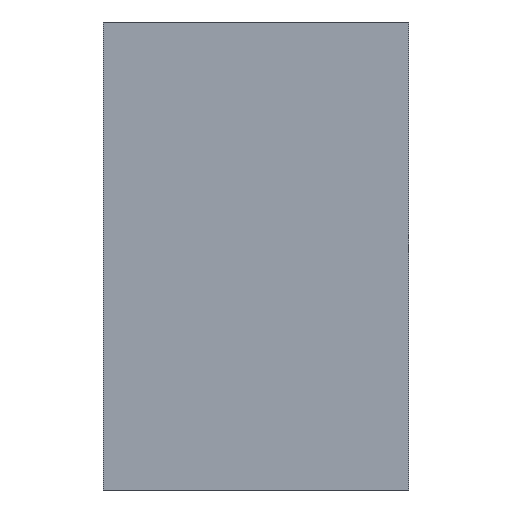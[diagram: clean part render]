
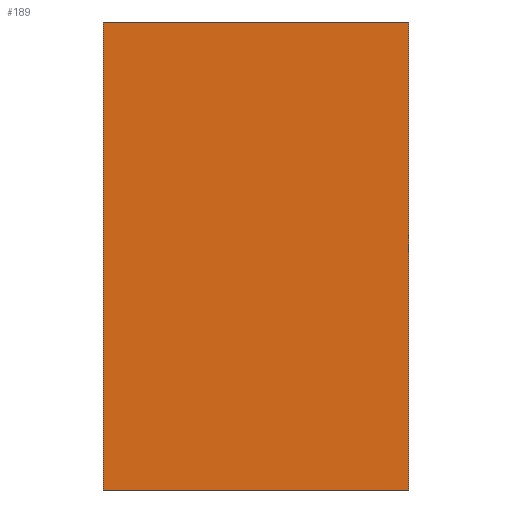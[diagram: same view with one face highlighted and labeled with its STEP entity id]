
A CAD part, front view. The second image highlights one B-rep face of the part: STEP entity #189.
In plain terms, the highlighted planar face has unit normal (0, -1, 0).
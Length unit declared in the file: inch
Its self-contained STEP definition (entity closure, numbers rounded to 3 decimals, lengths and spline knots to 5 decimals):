
#21=FACE_OUTER_BOUND('',#31,.T.);
#31=EDGE_LOOP('',(#143,#144,#145,#146));
#51=LINE('',#293,#75);
#52=LINE('',#295,#76);
#53=LINE('',#297,#77);
#54=LINE('',#298,#78);
#75=VECTOR('',#243,0.3937);
#76=VECTOR('',#244,0.3937);
#77=VECTOR('',#245,0.3937);
#78=VECTOR('',#246,0.3937);
#95=VERTEX_POINT('',#291);
#96=VERTEX_POINT('',#292);
#97=VERTEX_POINT('',#294);
#98=VERTEX_POINT('',#296);
#115=EDGE_CURVE('',#95,#96,#51,.T.);
#116=EDGE_CURVE('',#95,#97,#52,.T.);
#117=EDGE_CURVE('',#98,#97,#53,.T.);
#118=EDGE_CURVE('',#96,#98,#54,.T.);
#143=ORIENTED_EDGE('',*,*,#115,.F.);
#144=ORIENTED_EDGE('',*,*,#116,.T.);
#145=ORIENTED_EDGE('',*,*,#117,.F.);
#146=ORIENTED_EDGE('',*,*,#118,.F.);
#179=PLANE('',#213);
#189=ADVANCED_FACE('',(#21),#179,.T.);
#213=AXIS2_PLACEMENT_3D('',#290,#241,#242);
#241=DIRECTION('center_axis',(0.,-1.,0.));
#242=DIRECTION('ref_axis',(0.,0.,-1.));
#243=DIRECTION('',(0.,0.,1.));
#244=DIRECTION('',(1.,0.,0.));
#245=DIRECTION('',(0.,0.,-1.));
#246=DIRECTION('',(1.,0.,0.));
#290=CARTESIAN_POINT('Origin',(0.,-5.05178,-0.49257));
#291=CARTESIAN_POINT('',(0.,-5.05178,-5.09257));
#292=CARTESIAN_POINT('',(0.,-5.05178,-0.49257));
#293=CARTESIAN_POINT('',(0.,-5.05178,-5.09257));
#294=CARTESIAN_POINT('',(3.,-5.05178,-5.09257));
#295=CARTESIAN_POINT('',(0.,-5.05178,-5.09257));
#296=CARTESIAN_POINT('',(3.,-5.05178,-0.49257));
#297=CARTESIAN_POINT('',(3.,-5.05178,-5.09257));
#298=CARTESIAN_POINT('',(0.,-5.05178,-0.49257));
